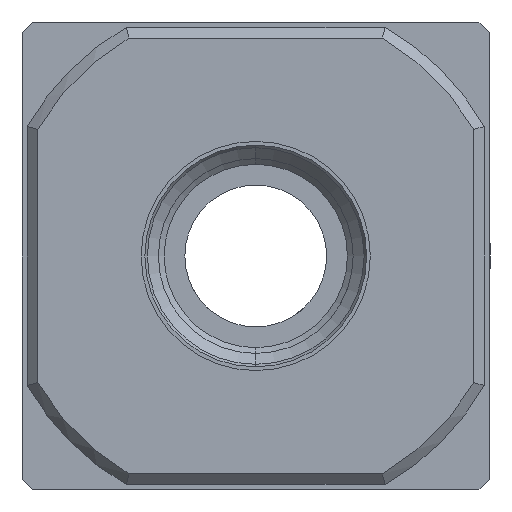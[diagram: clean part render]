
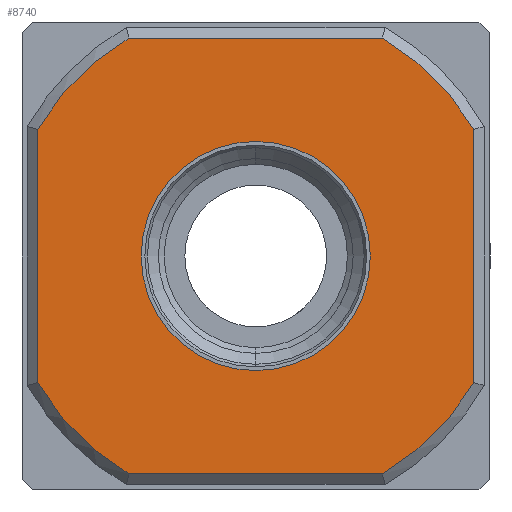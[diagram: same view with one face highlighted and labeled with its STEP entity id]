
A CAD part, left-side view. The second image highlights one B-rep face of the part: STEP entity #8740.
In plain terms, the highlighted planar face has unit normal (-1, 0, 0).
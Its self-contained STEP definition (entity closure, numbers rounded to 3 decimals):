
#3 = DIRECTION ( 'NONE',  ( 0., 0., 1. ) ) ;
#86 = VECTOR ( 'NONE', #14132, 1000. ) ;
#355 = CARTESIAN_POINT ( 'NONE',  ( -11., -44., 44. ) ) ;
#623 = EDGE_CURVE ( 'NONE', #10551, #6162, #6742, .T. ) ;
#646 = DIRECTION ( 'NONE',  ( 0., 0., -1. ) ) ;
#1148 = CIRCLE ( 'NONE', #1408, 24. ) ;
#1408 = AXIS2_PLACEMENT_3D ( 'NONE', #1841, #1785, #16657 ) ;
#1638 = CIRCLE ( 'NONE', #9580, 10.91 ) ;
#1739 = EDGE_CURVE ( 'NONE', #3015, #2916, #6731, .T. ) ;
#1785 = DIRECTION ( 'NONE',  ( -1., 0., 0. ) ) ;
#1841 = CARTESIAN_POINT ( 'NONE',  ( -11., -22.25, 22.25 ) ) ;
#2128 = EDGE_CURVE ( 'NONE', #11455, #11428, #2475, .T. ) ;
#2236 = ORIENTED_EDGE ( 'NONE', *, *, #5442, .T. ) ;
#2277 = CARTESIAN_POINT ( 'NONE',  ( -11., -44., 43. ) ) ;
#2475 = LINE ( 'NONE', #2277, #10332 ) ;
#2563 = FACE_BOUND ( 'NONE', #15590, .T. ) ;
#2666 = CARTESIAN_POINT ( 'NONE',  ( -11., -44., 1.5 ) ) ;
#2914 = EDGE_CURVE ( 'NONE', #16965, #10796, #5015, .T. ) ;
#2916 = VERTEX_POINT ( 'NONE', #3521 ) ;
#3015 = VERTEX_POINT ( 'NONE', #17198 ) ;
#3085 = DIRECTION ( 'NONE',  ( 1., 0., 0. ) ) ;
#3171 = AXIS2_PLACEMENT_3D ( 'NONE', #355, #10320, #11503 ) ;
#3467 = CARTESIAN_POINT ( 'NONE',  ( -11., -22.25, 22.25 ) ) ;
#3521 = CARTESIAN_POINT ( 'NONE',  ( -11., -43., 34.31 ) ) ;
#3595 = DIRECTION ( 'NONE',  ( 0., 0., 1. ) ) ;
#3907 = EDGE_CURVE ( 'NONE', #2916, #11455, #16816, .T. ) ;
#4318 = ORIENTED_EDGE ( 'NONE', *, *, #4846, .T. ) ;
#4644 = CARTESIAN_POINT ( 'NONE',  ( -11., -1.5, 44. ) ) ;
#4846 = EDGE_CURVE ( 'NONE', #6162, #3015, #9638, .T. ) ;
#5000 = ORIENTED_EDGE ( 'NONE', *, *, #2914, .T. ) ;
#5015 = CIRCLE ( 'NONE', #8857, 10.91 ) ;
#5144 = CARTESIAN_POINT ( 'NONE',  ( -11., -22.25, 11.34 ) ) ;
#5296 = CARTESIAN_POINT ( 'NONE',  ( -11., -22.25, 33.16 ) ) ;
#5337 = CARTESIAN_POINT ( 'NONE',  ( -11., -22.25, 22.25 ) ) ;
#5442 = EDGE_CURVE ( 'NONE', #13393, #10551, #11965, .T. ) ;
#5537 = CARTESIAN_POINT ( 'NONE',  ( -11., -22.25, 22.25 ) ) ;
#5688 = AXIS2_PLACEMENT_3D ( 'NONE', #11627, #10431, #3595 ) ;
#6162 = VERTEX_POINT ( 'NONE', #12468 ) ;
#6315 = DIRECTION ( 'NONE',  ( 0., 0., -1. ) ) ;
#6385 = CARTESIAN_POINT ( 'NONE',  ( -11., -10.19, 43. ) ) ;
#6444 = CARTESIAN_POINT ( 'NONE',  ( -11., -34.31, 43. ) ) ;
#6709 = VERTEX_POINT ( 'NONE', #7323 ) ;
#6731 = LINE ( 'NONE', #14156, #15847 ) ;
#6742 = LINE ( 'NONE', #2666, #8025 ) ;
#7067 = CARTESIAN_POINT ( 'NONE',  ( -11., -10.19, 1.5 ) ) ;
#7182 = ORIENTED_EDGE ( 'NONE', *, *, #1739, .T. ) ;
#7323 = CARTESIAN_POINT ( 'NONE',  ( -11., -1.5, 34.31 ) ) ;
#7355 = CARTESIAN_POINT ( 'NONE',  ( -11., -1.5, 10.19 ) ) ;
#7441 = DIRECTION ( 'NONE',  ( 0., 0., 1. ) ) ;
#7627 = AXIS2_PLACEMENT_3D ( 'NONE', #5537, #10987, #3 ) ;
#8025 = VECTOR ( 'NONE', #15780, 1000. ) ;
#8214 = DIRECTION ( 'NONE',  ( -1., 0., 0. ) ) ;
#8740 = ADVANCED_FACE ( 'NONE', ( #16972, #2563 ), #14041, .T. ) ;
#8857 = AXIS2_PLACEMENT_3D ( 'NONE', #3467, #13069, #6315 ) ;
#9580 = AXIS2_PLACEMENT_3D ( 'NONE', #14123, #3085, #646 ) ;
#9638 = CIRCLE ( 'NONE', #10506, 24. ) ;
#10011 = ORIENTED_EDGE ( 'NONE', *, *, #13294, .T. ) ;
#10320 = DIRECTION ( 'NONE',  ( -1., 0., 0. ) ) ;
#10332 = VECTOR ( 'NONE', #15737, 1000. ) ;
#10431 = DIRECTION ( 'NONE',  ( -1., 0., 0. ) ) ;
#10506 = AXIS2_PLACEMENT_3D ( 'NONE', #5337, #8214, #10733 ) ;
#10551 = VERTEX_POINT ( 'NONE', #7067 ) ;
#10733 = DIRECTION ( 'NONE',  ( 0., 0., 1. ) ) ;
#10796 = VERTEX_POINT ( 'NONE', #5144 ) ;
#10810 = ORIENTED_EDGE ( 'NONE', *, *, #623, .T. ) ;
#10987 = DIRECTION ( 'NONE',  ( -1., 0., 0. ) ) ;
#11135 = EDGE_CURVE ( 'NONE', #10796, #16965, #1638, .T. ) ;
#11294 = ORIENTED_EDGE ( 'NONE', *, *, #2128, .T. ) ;
#11387 = ORIENTED_EDGE ( 'NONE', *, *, #11135, .T. ) ;
#11428 = VERTEX_POINT ( 'NONE', #6385 ) ;
#11455 = VERTEX_POINT ( 'NONE', #6444 ) ;
#11503 = DIRECTION ( 'NONE',  ( 0., 0., -1. ) ) ;
#11627 = CARTESIAN_POINT ( 'NONE',  ( -11., -22.25, 22.25 ) ) ;
#11630 = EDGE_LOOP ( 'NONE', ( #7182, #12206, #11294, #10011, #16331, #2236, #10810, #4318 ) ) ;
#11965 = CIRCLE ( 'NONE', #5688, 24. ) ;
#12206 = ORIENTED_EDGE ( 'NONE', *, *, #3907, .T. ) ;
#12468 = CARTESIAN_POINT ( 'NONE',  ( -11., -34.31, 1.5 ) ) ;
#13069 = DIRECTION ( 'NONE',  ( 1., 0., 0. ) ) ;
#13294 = EDGE_CURVE ( 'NONE', #11428, #6709, #1148, .T. ) ;
#13378 = EDGE_CURVE ( 'NONE', #6709, #13393, #15998, .T. ) ;
#13393 = VERTEX_POINT ( 'NONE', #7355 ) ;
#14041 = PLANE ( 'NONE',  #3171 ) ;
#14123 = CARTESIAN_POINT ( 'NONE',  ( -11., -22.25, 22.25 ) ) ;
#14132 = DIRECTION ( 'NONE',  ( 0., 0., -1. ) ) ;
#14156 = CARTESIAN_POINT ( 'NONE',  ( -11., -43., 44. ) ) ;
#15590 = EDGE_LOOP ( 'NONE', ( #11387, #5000 ) ) ;
#15737 = DIRECTION ( 'NONE',  ( 0., 1., 0. ) ) ;
#15780 = DIRECTION ( 'NONE',  ( 0., -1., 0. ) ) ;
#15847 = VECTOR ( 'NONE', #7441, 1000. ) ;
#15998 = LINE ( 'NONE', #4644, #86 ) ;
#16331 = ORIENTED_EDGE ( 'NONE', *, *, #13378, .T. ) ;
#16657 = DIRECTION ( 'NONE',  ( 0., 0., 1. ) ) ;
#16816 = CIRCLE ( 'NONE', #7627, 24. ) ;
#16965 = VERTEX_POINT ( 'NONE', #5296 ) ;
#16972 = FACE_OUTER_BOUND ( 'NONE', #11630, .T. ) ;
#17198 = CARTESIAN_POINT ( 'NONE',  ( -11., -43., 10.19 ) ) ;
